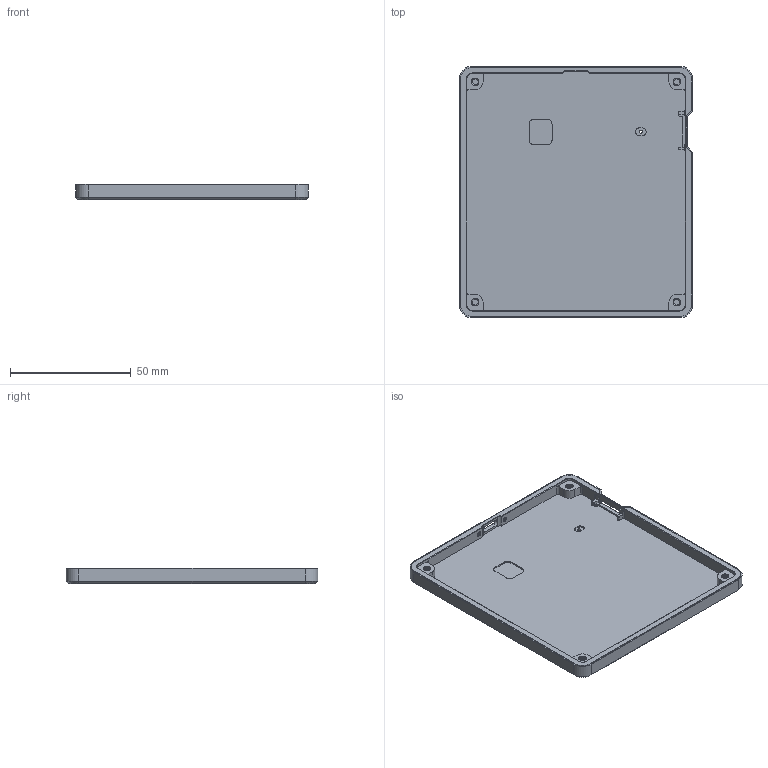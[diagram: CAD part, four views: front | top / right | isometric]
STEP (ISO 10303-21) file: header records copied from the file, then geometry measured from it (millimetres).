
FILE_DESCRIPTION(/* description */ (''),/* implementation_level */ '2;1');
FILE_NAME(/* name */ 'Bottom_Case.step',/* time_stamp */ '2024-07-10T12:56:58+08:00',/* author */ (''),/* organization */ (''),/* preprocessor_version */ 'ST-DEVELOPER v20',/* originating_system */ 'Autodesk Translation Framework v13.14.0.145',/* authorisation */ '');
FILE_SCHEMA (('AUTOMOTIVE_DESIGN { 1 0 10303 214 3 1 1 }'));
Length unit declared in the file: millimetre
Products named in the file (1): Bottom_Case
Bounding box: 96.6 x 104.34 x 6.44 mm (x, y, z)
Volume: 20243.7 mm3; surface area: 24470.4 mm2
Topology: 1 solids, 1 shells, 296 faces, 786 edges, 504 vertices
Faces by surface type: cylinder 145, plane 110, cone 29, bspline 12
Full cylindrical faces by diameter (mm): 1.25 x1, 1.623 x8, 2.074 x4, 2.529 x12, 3.086 x12, 8.2 x4
Entity records: 15002 total; most frequent: CARTESIAN_POINT 7872, ORIENTED_EDGE 1572, DIRECTION 1340, EDGE_CURVE 786, VERTEX_POINT 504, AXIS2_PLACEMENT_3D 468, LINE 404, VECTOR 404
